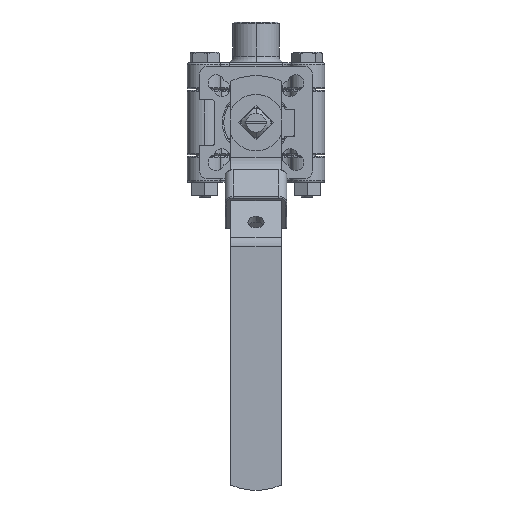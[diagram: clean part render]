
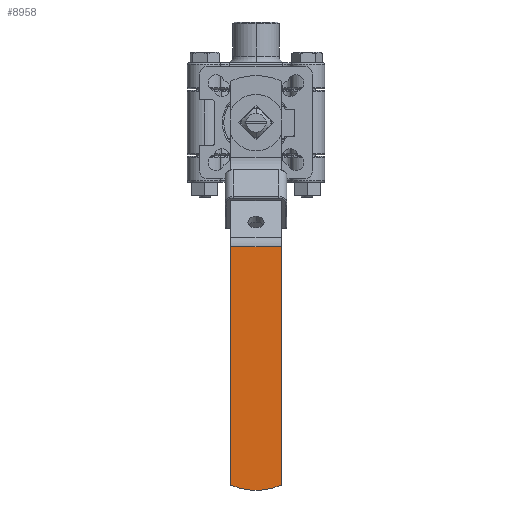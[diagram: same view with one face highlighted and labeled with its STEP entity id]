
A CAD part, left-side view. The second image highlights one B-rep face of the part: STEP entity #8958.
In plain terms, the highlighted face is planar.
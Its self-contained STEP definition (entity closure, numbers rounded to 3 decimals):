
#8793 = VERTEX_POINT ( 'NONE', #16511 ) ;
#8828 = VERTEX_POINT ( 'NONE', #16583 ) ;
#8858 = EDGE_CURVE ( 'NONE', #8793, #8859, #16597, .T. ) ;
#8859 = VERTEX_POINT ( 'NONE', #16593 ) ;
#8891 = EDGE_CURVE ( 'NONE', #8892, #8828, #16720, .T. ) ;
#8892 = VERTEX_POINT ( 'NONE', #16716 ) ;
#8958 = ADVANCED_FACE ( 'NONE', ( #16795 ), #16794, .F. ) ;
#8959 = EDGE_LOOP ( 'NONE', ( #8960, #9020, #9021, #9023 ) ) ;
#8960 = ORIENTED_EDGE ( 'NONE', *, *, #8961, .T. ) ;
#8961 = EDGE_CURVE ( 'NONE', #8793, #8892, #16855, .T. ) ;
#9020 = ORIENTED_EDGE ( 'NONE', *, *, #8891, .T. ) ;
#9021 = ORIENTED_EDGE ( 'NONE', *, *, #9022, .F. ) ;
#9022 = EDGE_CURVE ( 'NONE', #8859, #8828, #16943, .T. ) ;
#9023 = ORIENTED_EDGE ( 'NONE', *, *, #8858, .F. ) ;
#16029 = DIRECTION ( 'NONE',  ( 0., 0., -1. ) ) ;
#16511 = CARTESIAN_POINT ( 'NONE',  ( 135.125, 29.5, 9.5 ) ) ;
#16583 = CARTESIAN_POINT ( 'NONE',  ( 46.328, 29.5, -9.5 ) ) ;
#16593 = CARTESIAN_POINT ( 'NONE',  ( 46.328, 29.5, 9.5 ) ) ;
#16594 = DIRECTION ( 'NONE',  ( -1., 0., 0. ) ) ;
#16595 = VECTOR ( 'NONE', #16594, 1000. ) ;
#16596 = CARTESIAN_POINT ( 'NONE',  ( 46.328, 29.5, 9.5 ) ) ;
#16597 = LINE ( 'NONE', #16596, #16595 ) ;
#16716 = CARTESIAN_POINT ( 'NONE',  ( 135.125, 29.5, -9.5 ) ) ;
#16717 = DIRECTION ( 'NONE',  ( -1., 0., 0. ) ) ;
#16718 = VECTOR ( 'NONE', #16717, 1000. ) ;
#16719 = CARTESIAN_POINT ( 'NONE',  ( 46.328, 29.5, -9.5 ) ) ;
#16720 = LINE ( 'NONE', #16719, #16718 ) ;
#16788 = DIRECTION ( 'NONE',  ( 0., -1., 0. ) ) ;
#16790 = AXIS2_PLACEMENT_3D ( 'NONE', #16793, #16788, #16029 ) ;
#16793 = CARTESIAN_POINT ( 'NONE',  ( 46.328, 29.5, 9.5 ) ) ;
#16794 = PLANE ( 'NONE',  #16790 ) ;
#16795 = FACE_OUTER_BOUND ( 'NONE', #8959, .T. ) ;
#16851 = DIRECTION ( 'NONE',  ( 0., 0., 1. ) ) ;
#16852 = DIRECTION ( 'NONE',  ( 0., 1., 0. ) ) ;
#16853 = CARTESIAN_POINT ( 'NONE',  ( 112., 29.5, 0. ) ) ;
#16854 = AXIS2_PLACEMENT_3D ( 'NONE', #16853, #16852, #16851 ) ;
#16855 = CIRCLE ( 'NONE', #16854, 25. ) ;
#16937 = DIRECTION ( 'NONE',  ( 0., 0., -1. ) ) ;
#16938 = VECTOR ( 'NONE', #16937, 1000. ) ;
#16939 = CARTESIAN_POINT ( 'NONE',  ( 46.328, 29.5, 9.5 ) ) ;
#16943 = LINE ( 'NONE', #16939, #16938 ) ;
